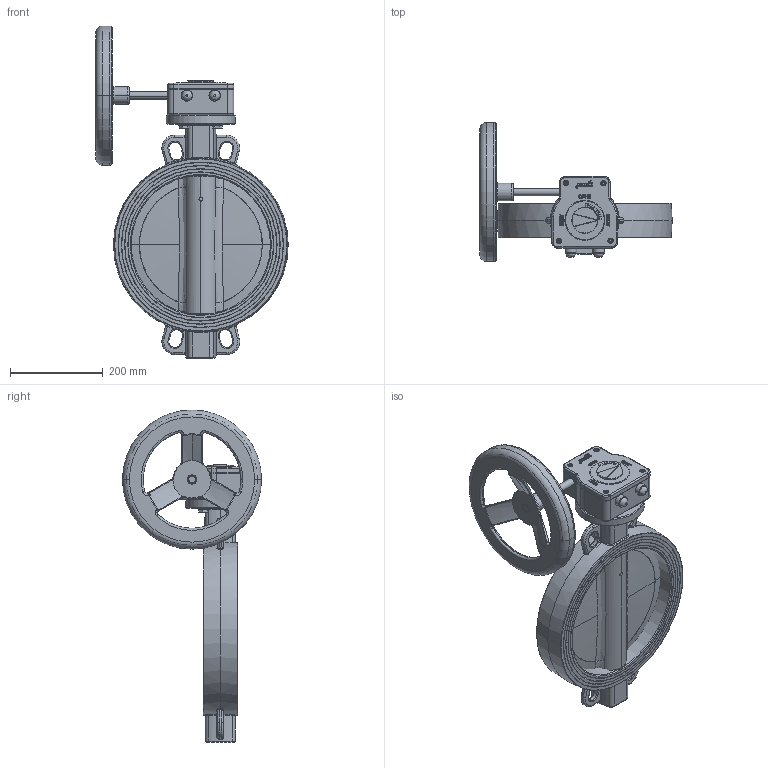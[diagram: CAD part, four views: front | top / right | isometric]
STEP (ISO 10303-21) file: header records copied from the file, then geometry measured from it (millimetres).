
FILE_DESCRIPTION(('HOOPS Exchange Step'),'2;1');
FILE_NAME('AK0813_DN300.stp','2025-08-26T15:29:52+02:00',('nieru'),('Unknown organisation'),'HOOPS Exchange 2024.2','HOOPS Exchange','Unknown authorisation');
FILE_SCHEMA( ('AP203_CONFIGURATION_CONTROLLED_3D_DESIGN_OF_MECHANICAL_PARTS_AND_ASSEMBLIES_MIM_LF') );
Length unit declared in the file: millimetre
Products named in the file (3): 0; root
Assembly tree (2 placements, depth 3):
  root
    0
      0
Bounding box: 414.94 x 300 x 716 mm (x, y, z)
Volume: 7482272.8 mm3; surface area: 935997.2 mm2
Topology: 24 solids, 24 shells, 3172 faces, 7542 edges, 4446 vertices
Faces by surface type: cylinder 955, bspline 871, plane 746, torus 446, cone 118, extrusion 24, sphere 12
Full cylindrical faces by diameter (mm): 6 x1, 8 x1, 9.458 x4, 11.103 x4, 25 x2, 43 x1
Entity records: 268337 total; most frequent: CARTESIAN_POINT 200157, ORIENTED_EDGE 14992, DIRECTION 13055, EDGE_CURVE 7496, AXIS2_PLACEMENT_3D 5148, VERTEX_POINT 4446, EDGE_LOOP 3294, FACE_BOUND 3294
